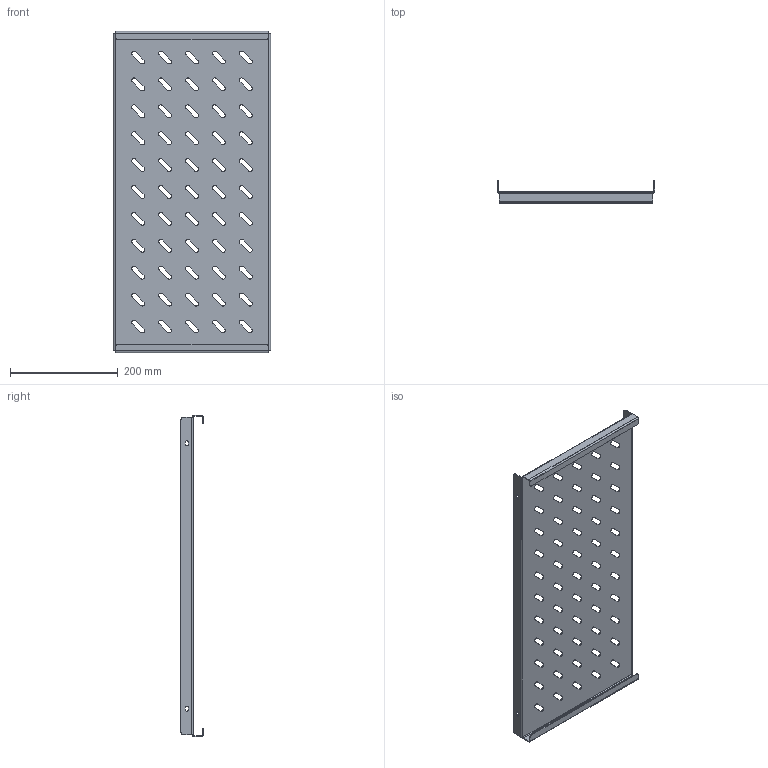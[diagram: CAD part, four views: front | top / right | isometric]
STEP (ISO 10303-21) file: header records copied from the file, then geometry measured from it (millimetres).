
FILE_DESCRIPTION (( 'STEP AP214' ), '1' );
FILE_NAME ('945.248.STEP', '2024-09-20T11:02:15', ( '' ), ( '' ), 'SwSTEP 2.0', 'SolidWorks 2021', '' );
FILE_SCHEMA (( 'AUTOMOTIVE_DESIGN' ));
Length unit declared in the file: millimetre
Products named in the file (1): 945.248
Bounding box: 292 x 41 x 597 mm (x, y, z)
Volume: 302320.2 mm3; surface area: 412014.2 mm2
Topology: 1 solids, 1 shells, 343 faces, 995 edges, 654 vertices
Faces by surface type: cylinder 193, plane 150
Entity records: 11681 total; most frequent: DIRECTION 2069, CARTESIAN_POINT 1993, ORIENTED_EDGE 1990, EDGE_CURVE 995, AXIS2_PLACEMENT_3D 730, VERTEX_POINT 654, VECTOR 609, LINE 609
